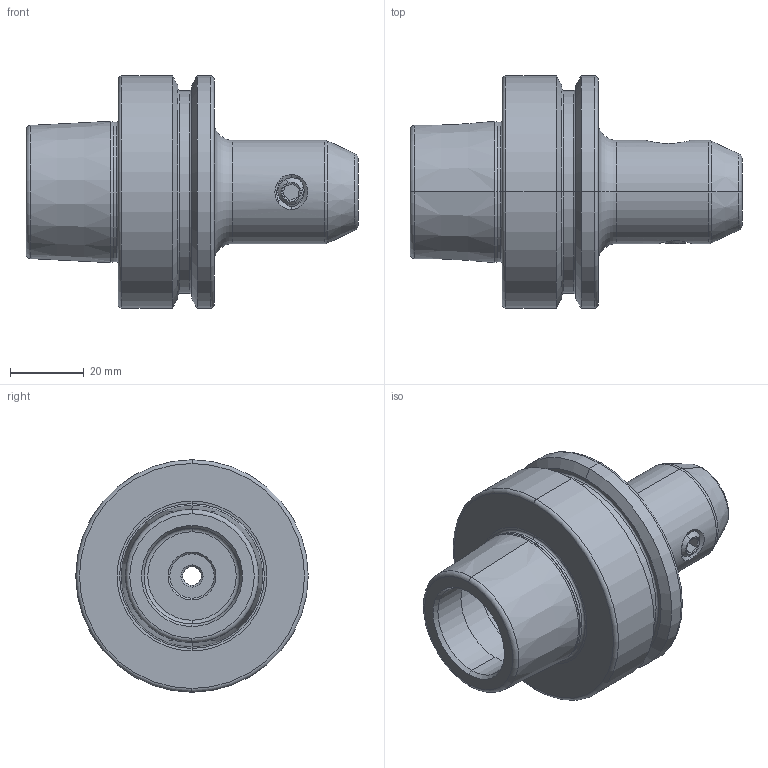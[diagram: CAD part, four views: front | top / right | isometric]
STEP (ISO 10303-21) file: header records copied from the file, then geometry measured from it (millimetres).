
FILE_DESCRIPTION (( 'STEP AP203' ), '1' );
FILE_NAME ('F63.04.08.STEP', '2017-12-26T00:40:28', ( '' ), ( '' ), 'SwSTEP 2.0', 'SolidWorks 2012', '' );
FILE_SCHEMA (( 'CONFIG_CONTROL_DESIGN' ));
Length unit declared in the file: millimetre
Products named in the file (3): 側固8_M8x1.25_10L; F63.04.08
Assembly tree (2 placements, depth 2):
  F63.04.08
    F63.04.08
    側固8_M8x1.25_10L
Bounding box: 90 x 63 x 63 mm (x, y, z)
Volume: 102534.5 mm3; surface area: 23203.1 mm2
Topology: 2 solids, 2 shells, 148 faces, 350 edges, 215 vertices
Faces by surface type: cylinder 56, cone 29, torus 28, plane 20, bspline 13, sphere 2
Entity records: 9884 total; most frequent: CARTESIAN_POINT 6430, ORIENTED_EDGE 696, DIRECTION 640, EDGE_CURVE 348, AXIS2_PLACEMENT_3D 272, VERTEX_POINT 215, EDGE_LOOP 163, FACE_OUTER_BOUND 148
